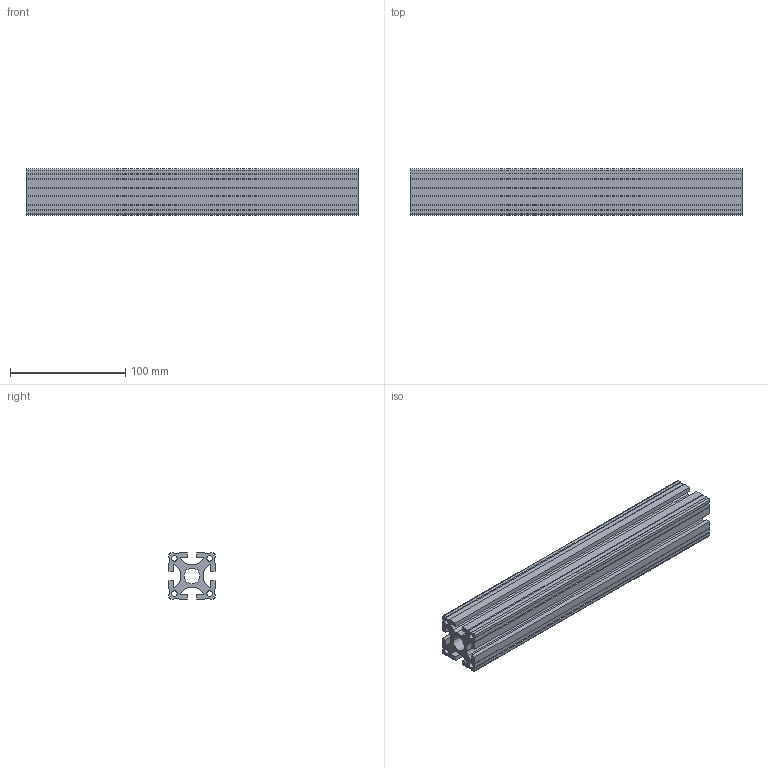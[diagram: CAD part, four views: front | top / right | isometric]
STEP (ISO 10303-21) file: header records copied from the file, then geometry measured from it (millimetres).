
FILE_DESCRIPTION(('CATIA V5 STEP Exchange'),'2;1');
FILE_NAME('TS10010-B.stp','2021-10-09T18:41:23+00:00',('none'),('none'),'CATIA Version 5 Release 21 GA (IN-10)','CATIA V5 STEP AP214','none');
FILE_SCHEMA(('AUTOMOTIVE_DESIGN { 1 0 10303 214 1 1 1 1 }'));
Length unit declared in the file: millimetre
Products named in the file (1): TS10010-B
Bounding box: 288 x 40 x 40 mm (x, y, z)
Volume: 245192.4 mm3; surface area: 122336.1 mm2
Topology: 1 solids, 1 shells, 100 faces, 294 edges, 196 vertices
Faces by surface type: plane 78, cylinder 22
Entity records: 3095 total; most frequent: ORIENTED_EDGE 588, CARTESIAN_POINT 550, DIRECTION 412, EDGE_CURVE 294, VECTOR 250, LINE 250, VERTEX_POINT 196, EDGE_LOOP 110
